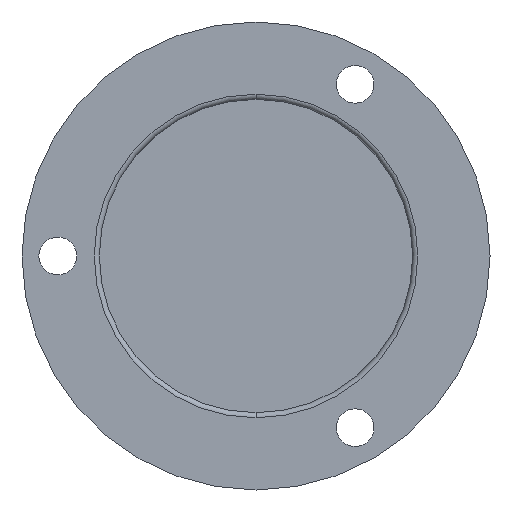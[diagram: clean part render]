
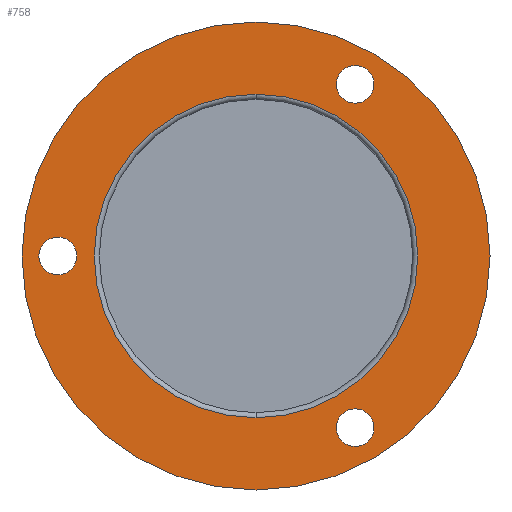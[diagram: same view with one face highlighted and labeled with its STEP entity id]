
A CAD part, left-side view. The second image highlights one B-rep face of the part: STEP entity #758.
In plain terms, the highlighted planar face has unit normal (-1, 0, 0).
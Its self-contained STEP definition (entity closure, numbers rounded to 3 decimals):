
#1 = FACE_BOUND ( 'NONE', #24, .T. ) ;
#5 = ORIENTED_EDGE ( 'NONE', *, *, #959, .F. ) ;
#11 = DIRECTION ( 'NONE',  ( -1., 0., 0. ) ) ;
#24 = EDGE_LOOP ( 'NONE', ( #408, #63 ) ) ;
#25 = CARTESIAN_POINT ( 'NONE',  ( 0., 15.494, 0. ) ) ;
#32 = EDGE_CURVE ( 'NONE', #889, #811, #876, .T. ) ;
#41 = ORIENTED_EDGE ( 'NONE', *, *, #630, .T. ) ;
#44 = DIRECTION ( 'NONE',  ( -1., 0., 0. ) ) ;
#62 = DIRECTION ( 'NONE',  ( 1., 0., 0. ) ) ;
#63 = ORIENTED_EDGE ( 'NONE', *, *, #735, .T. ) ;
#99 = FACE_BOUND ( 'NONE', #1081, .T. ) ;
#105 = AXIS2_PLACEMENT_3D ( 'NONE', #629, #810, #1049 ) ;
#120 = ORIENTED_EDGE ( 'NONE', *, *, #32, .T. ) ;
#135 = CARTESIAN_POINT ( 'NONE',  ( 0., -18.507, -18.507 ) ) ;
#157 = CARTESIAN_POINT ( 'NONE',  ( 0., 0., 18.288 ) ) ;
#168 = EDGE_CURVE ( 'NONE', #470, #489, #706, .T. ) ;
#172 = EDGE_LOOP ( 'NONE', ( #41, #286 ) ) ;
#179 = ORIENTED_EDGE ( 'NONE', *, *, #1093, .T. ) ;
#203 = FACE_BOUND ( 'NONE', #425, .T. ) ;
#207 = VERTEX_POINT ( 'NONE', #625 ) ;
#236 = CARTESIAN_POINT ( 'NONE',  ( 0., -7.747, -14.891 ) ) ;
#278 = CARTESIAN_POINT ( 'NONE',  ( 0., 0., 0. ) ) ;
#286 = ORIENTED_EDGE ( 'NONE', *, *, #168, .T. ) ;
#301 = CARTESIAN_POINT ( 'NONE',  ( 0., -7.747, 13.418 ) ) ;
#311 = DIRECTION ( 'NONE',  ( 1., 0., 0. ) ) ;
#336 = EDGE_LOOP ( 'NONE', ( #948, #791 ) ) ;
#350 = FACE_BOUND ( 'NONE', #336, .T. ) ;
#354 = AXIS2_PLACEMENT_3D ( 'NONE', #278, #383, #894 ) ;
#372 = DIRECTION ( 'NONE',  ( 0., 0., 1. ) ) ;
#383 = DIRECTION ( 'NONE',  ( -1., 0., 0. ) ) ;
#396 = DIRECTION ( 'NONE',  ( -1., 0., 0. ) ) ;
#398 = AXIS2_PLACEMENT_3D ( 'NONE', #996, #62, #662 ) ;
#408 = ORIENTED_EDGE ( 'NONE', *, *, #674, .T. ) ;
#409 = CARTESIAN_POINT ( 'NONE',  ( 0., 15.494, 0. ) ) ;
#411 = VERTEX_POINT ( 'NONE', #863 ) ;
#425 = EDGE_LOOP ( 'NONE', ( #1013, #5 ) ) ;
#441 = CARTESIAN_POINT ( 'NONE',  ( 0., 0., 0. ) ) ;
#461 = CARTESIAN_POINT ( 'NONE',  ( 0., 15.494, 1.473 ) ) ;
#464 = AXIS2_PLACEMENT_3D ( 'NONE', #696, #524, #782 ) ;
#465 = CARTESIAN_POINT ( 'NONE',  ( 0., 15.494, -1.473 ) ) ;
#470 = VERTEX_POINT ( 'NONE', #1019 ) ;
#483 = CARTESIAN_POINT ( 'NONE',  ( 0., 0., 0. ) ) ;
#485 = DIRECTION ( 'NONE',  ( 0., 0., 1. ) ) ;
#489 = VERTEX_POINT ( 'NONE', #157 ) ;
#524 = DIRECTION ( 'NONE',  ( -1., 0., 0. ) ) ;
#544 = DIRECTION ( 'NONE',  ( 1., 0., 0. ) ) ;
#555 = CIRCLE ( 'NONE', #398, 1.473 ) ;
#566 = VERTEX_POINT ( 'NONE', #461 ) ;
#567 = DIRECTION ( 'NONE',  ( 0., 0., 1. ) ) ;
#571 = DIRECTION ( 'NONE',  ( 0., 0., 1. ) ) ;
#573 = CARTESIAN_POINT ( 'NONE',  ( 0., -7.747, 14.891 ) ) ;
#586 = CIRCLE ( 'NONE', #641, 1.473 ) ;
#609 = DIRECTION ( 'NONE',  ( 1., 0., 0. ) ) ;
#625 = CARTESIAN_POINT ( 'NONE',  ( 0., -7.747, 11.945 ) ) ;
#629 = CARTESIAN_POINT ( 'NONE',  ( 0., -7.747, -13.418 ) ) ;
#630 = EDGE_CURVE ( 'NONE', #489, #470, #692, .T. ) ;
#641 = AXIS2_PLACEMENT_3D ( 'NONE', #409, #311, #567 ) ;
#644 = AXIS2_PLACEMENT_3D ( 'NONE', #25, #544, #372 ) ;
#646 = AXIS2_PLACEMENT_3D ( 'NONE', #301, #658, #571 ) ;
#658 = DIRECTION ( 'NONE',  ( 1., 0., 0. ) ) ;
#662 = DIRECTION ( 'NONE',  ( 0., 0., 1. ) ) ;
#674 = EDGE_CURVE ( 'NONE', #727, #207, #1074, .T. ) ;
#687 = FACE_OUTER_BOUND ( 'NONE', #172, .T. ) ;
#692 = CIRCLE ( 'NONE', #354, 18.288 ) ;
#696 = CARTESIAN_POINT ( 'NONE',  ( 0., 0., 0. ) ) ;
#706 = CIRCLE ( 'NONE', #714, 18.288 ) ;
#710 = DIRECTION ( 'NONE',  ( 0., 0., 1. ) ) ;
#714 = AXIS2_PLACEMENT_3D ( 'NONE', #483, #44, #819 ) ;
#719 = CIRCLE ( 'NONE', #105, 1.473 ) ;
#720 = CIRCLE ( 'NONE', #880, 12.64 ) ;
#727 = VERTEX_POINT ( 'NONE', #573 ) ;
#735 = EDGE_CURVE ( 'NONE', #207, #727, #555, .T. ) ;
#740 = VERTEX_POINT ( 'NONE', #991 ) ;
#753 = EDGE_CURVE ( 'NONE', #566, #1058, #586, .T. ) ;
#758 = ADVANCED_FACE ( 'NONE', ( #1, #99, #350, #203, #687 ), #839, .T. ) ;
#771 = CIRCLE ( 'NONE', #464, 12.64 ) ;
#782 = DIRECTION ( 'NONE',  ( 0., 0., 1. ) ) ;
#791 = ORIENTED_EDGE ( 'NONE', *, *, #1072, .T. ) ;
#810 = DIRECTION ( 'NONE',  ( 1., 0., 0. ) ) ;
#811 = VERTEX_POINT ( 'NONE', #236 ) ;
#819 = DIRECTION ( 'NONE',  ( 0., 0., 1. ) ) ;
#839 = PLANE ( 'NONE',  #1026 ) ;
#851 = AXIS2_PLACEMENT_3D ( 'NONE', #955, #609, #1047 ) ;
#860 = CIRCLE ( 'NONE', #644, 1.473 ) ;
#863 = CARTESIAN_POINT ( 'NONE',  ( 0., 0., 12.64 ) ) ;
#876 = CIRCLE ( 'NONE', #851, 1.473 ) ;
#880 = AXIS2_PLACEMENT_3D ( 'NONE', #441, #11, #710 ) ;
#889 = VERTEX_POINT ( 'NONE', #936 ) ;
#894 = DIRECTION ( 'NONE',  ( 0., 0., 1. ) ) ;
#936 = CARTESIAN_POINT ( 'NONE',  ( 0., -7.747, -11.945 ) ) ;
#948 = ORIENTED_EDGE ( 'NONE', *, *, #753, .T. ) ;
#955 = CARTESIAN_POINT ( 'NONE',  ( 0., -7.747, -13.418 ) ) ;
#959 = EDGE_CURVE ( 'NONE', #740, #411, #771, .T. ) ;
#991 = CARTESIAN_POINT ( 'NONE',  ( 0., 0., -12.64 ) ) ;
#996 = CARTESIAN_POINT ( 'NONE',  ( 0., -7.747, 13.418 ) ) ;
#1013 = ORIENTED_EDGE ( 'NONE', *, *, #1045, .F. ) ;
#1019 = CARTESIAN_POINT ( 'NONE',  ( 0., 0., -18.288 ) ) ;
#1026 = AXIS2_PLACEMENT_3D ( 'NONE', #135, #396, #485 ) ;
#1045 = EDGE_CURVE ( 'NONE', #411, #740, #720, .T. ) ;
#1047 = DIRECTION ( 'NONE',  ( 0., 0., 1. ) ) ;
#1049 = DIRECTION ( 'NONE',  ( 0., 0., 1. ) ) ;
#1058 = VERTEX_POINT ( 'NONE', #465 ) ;
#1072 = EDGE_CURVE ( 'NONE', #1058, #566, #860, .T. ) ;
#1074 = CIRCLE ( 'NONE', #646, 1.473 ) ;
#1081 = EDGE_LOOP ( 'NONE', ( #120, #179 ) ) ;
#1093 = EDGE_CURVE ( 'NONE', #811, #889, #719, .T. ) ;
